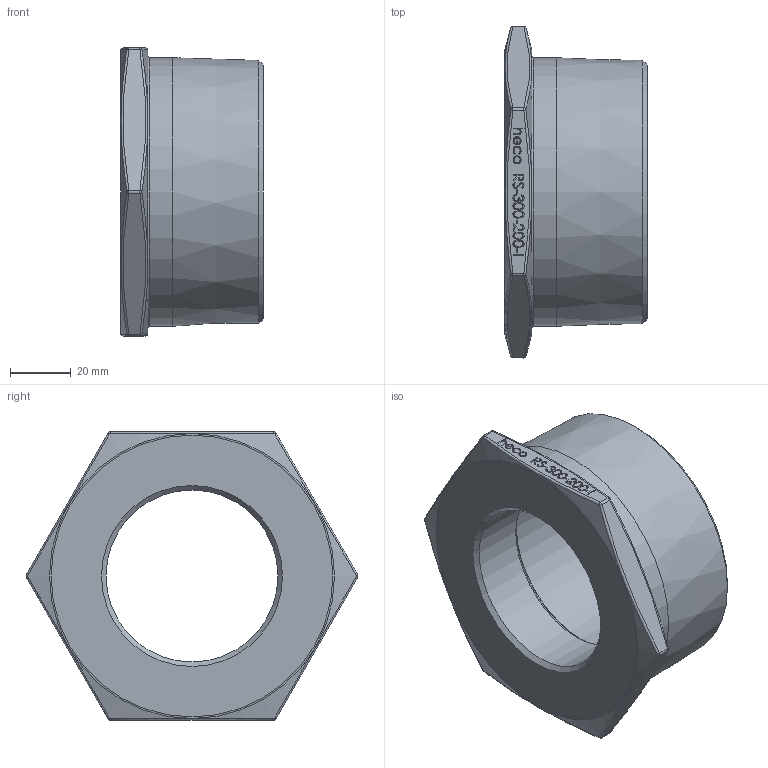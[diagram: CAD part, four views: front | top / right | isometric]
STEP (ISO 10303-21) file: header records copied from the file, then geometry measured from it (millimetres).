
FILE_DESCRIPTION (( 'STEP AP214' ), '1' );
FILE_NAME ('RS-300-200-I 2401.STEP', '2024-01-17T09:59:53', ( '' ), ( '' ), 'SwSTEP 2.0', 'SolidWorks 2019', '' );
FILE_SCHEMA (( 'AUTOMOTIVE_DESIGN' ));
Length unit declared in the file: millimetre
Products named in the file (1): RS-300-200-I 2401
Bounding box: 47 x 109.38 x 95 mm (x, y, z)
Volume: 171285.6 mm3; surface area: 31114.7 mm2
Topology: 1 solids, 1 shells, 238 faces, 606 edges, 394 vertices
Faces by surface type: bspline 135, plane 83, cylinder 9, cone 6, torus 5
Full cylindrical faces by diameter (mm): 56.656 x1, 60.014 x1, 88.459 x1
Entity records: 16200 total; most frequent: CARTESIAN_POINT 9480, ORIENTED_EDGE 1172, EDGE_CURVE 586, DIRECTION 564, VERTEX_POINT 388, EDGE_LOOP 278, VECTOR 276, LINE 276
